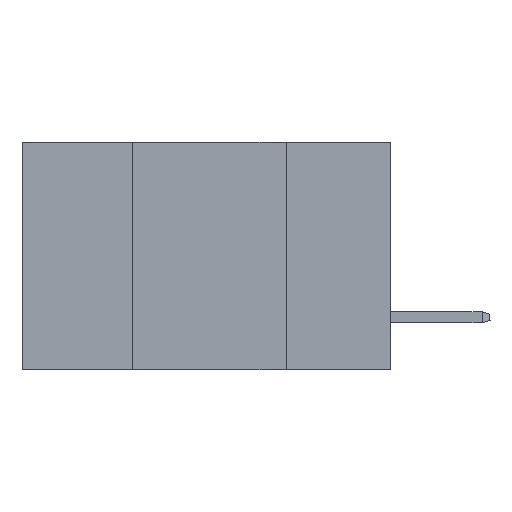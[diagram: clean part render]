
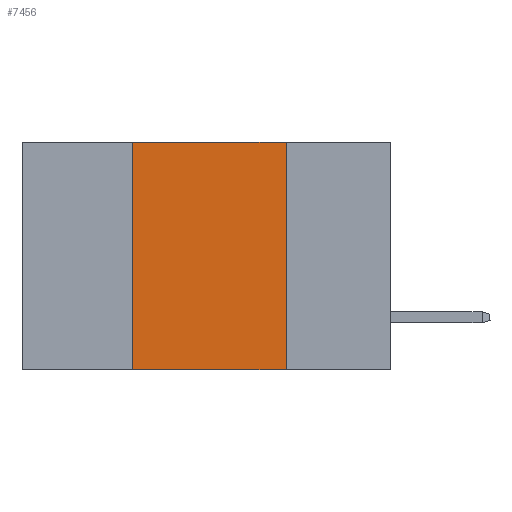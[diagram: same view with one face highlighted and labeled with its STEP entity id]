
A CAD part, left-side view. The second image highlights one B-rep face of the part: STEP entity #7456.
In plain terms, the highlighted planar face has unit normal (-1, 0, 0).
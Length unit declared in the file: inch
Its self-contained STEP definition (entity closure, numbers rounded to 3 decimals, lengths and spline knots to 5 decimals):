
#346 = CARTESIAN_POINT ( 'NONE',  ( 0., 0.6, -0.37 ) ) ;
#363 = EDGE_LOOP ( 'NONE', ( #1556, #9639, #1422, #4327 ) ) ;
#383 = CARTESIAN_POINT ( 'NONE',  ( 0., 0.17, 0. ) ) ;
#1011 = EDGE_CURVE ( 'NONE', #10368, #14037, #10034, .T. ) ;
#1185 = EDGE_CURVE ( 'NONE', #13921, #9694, #4696, .T. ) ;
#1422 = ORIENTED_EDGE ( 'NONE', *, *, #1011, .F. ) ;
#1556 = ORIENTED_EDGE ( 'NONE', *, *, #1185, .F. ) ;
#2211 = DIRECTION ( 'NONE',  ( 0., 0., -1. ) ) ;
#3284 = CARTESIAN_POINT ( 'NONE',  ( 0., 0.6, 0. ) ) ;
#4226 = CARTESIAN_POINT ( 'NONE',  ( 0., 0.17, -0.37 ) ) ;
#4327 = ORIENTED_EDGE ( 'NONE', *, *, #7135, .T. ) ;
#4335 = VECTOR ( 'NONE', #14274, 39.37008 ) ;
#4696 = LINE ( 'NONE', #383, #5615 ) ;
#4720 = VECTOR ( 'NONE', #8490, 39.37008 ) ;
#5063 = CARTESIAN_POINT ( 'NONE',  ( 0., 0.17, 0. ) ) ;
#5420 = EDGE_CURVE ( 'NONE', #14037, #13921, #13938, .T. ) ;
#5615 = VECTOR ( 'NONE', #12172, 39.37008 ) ;
#6536 = FACE_OUTER_BOUND ( 'NONE', #363, .T. ) ;
#6538 = AXIS2_PLACEMENT_3D ( 'NONE', #3284, #9212, #2211 ) ;
#7135 = EDGE_CURVE ( 'NONE', #10368, #9694, #14804, .T. ) ;
#7456 = ADVANCED_FACE ( 'NONE', ( #6536 ), #9101, .F. ) ;
#7500 = VECTOR ( 'NONE', #11909, 39.37008 ) ;
#8222 = CARTESIAN_POINT ( 'NONE',  ( 0., 0.6, 0. ) ) ;
#8490 = DIRECTION ( 'NONE',  ( 0., -1., 0. ) ) ;
#8973 = CARTESIAN_POINT ( 'NONE',  ( 0., 0.42, 0. ) ) ;
#9101 = PLANE ( 'NONE',  #6538 ) ;
#9212 = DIRECTION ( 'NONE',  ( 1., 0., 0. ) ) ;
#9639 = ORIENTED_EDGE ( 'NONE', *, *, #5420, .F. ) ;
#9694 = VERTEX_POINT ( 'NONE', #4226 ) ;
#10034 = LINE ( 'NONE', #11748, #4335 ) ;
#10368 = VERTEX_POINT ( 'NONE', #10624 ) ;
#10624 = CARTESIAN_POINT ( 'NONE',  ( 0., 0.42, -0.37 ) ) ;
#11748 = CARTESIAN_POINT ( 'NONE',  ( 0., 0.42, 0. ) ) ;
#11909 = DIRECTION ( 'NONE',  ( 0., -1., 0. ) ) ;
#12172 = DIRECTION ( 'NONE',  ( 0., 0., -1. ) ) ;
#13921 = VERTEX_POINT ( 'NONE', #5063 ) ;
#13938 = LINE ( 'NONE', #8222, #7500 ) ;
#14037 = VERTEX_POINT ( 'NONE', #8973 ) ;
#14274 = DIRECTION ( 'NONE',  ( 0., 0., 1. ) ) ;
#14804 = LINE ( 'NONE', #346, #4720 ) ;
